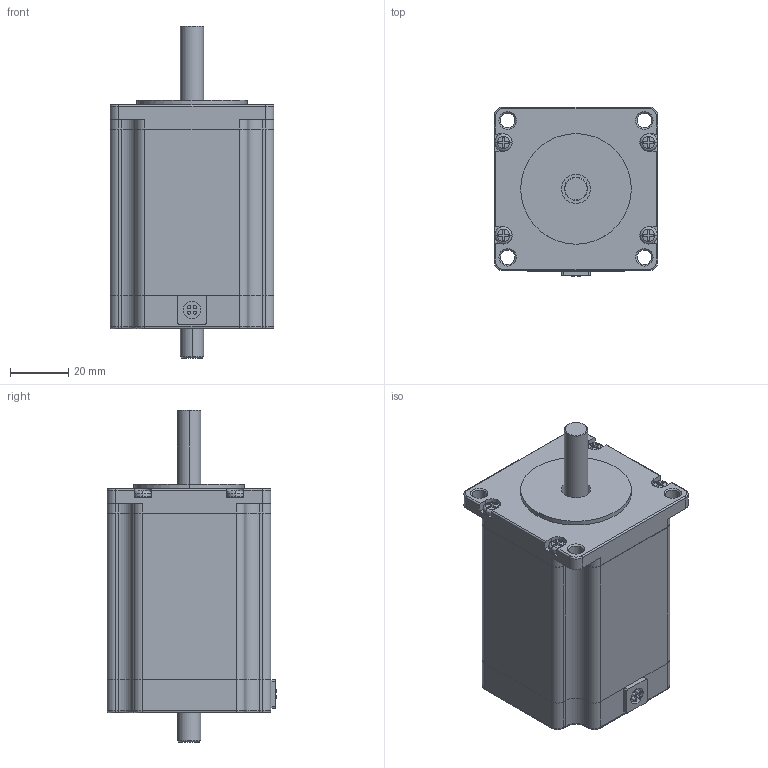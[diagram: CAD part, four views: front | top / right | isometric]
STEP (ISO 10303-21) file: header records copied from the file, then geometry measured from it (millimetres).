
FILE_DESCRIPTION((''),'2;1');
FILE_NAME('MT23HE31050B4Y_ASM','2017-03-20T',('Matteo Maccalli'),(''),'PRO/ENGINEER BY PARAMETRIC TECHNOLOGY CORPORATION, 2006320','PRO/ENGINEER BY PARAMETRIC TECHNOLOGY CORPORATION, 2006320','');
FILE_SCHEMA(('AUTOMOTIVE_DESIGN_CC2 { 1 2 10303 214 -1 1 5 2 }'));
Length unit declared in the file: millimetre
Products named in the file (8): MT23HE_FLANGIA_FRONT_FOR5; MT23HE31_STACK; MT23HE_FLANGIA_POST_6_FORI_ENC; TCC_M3X25; MT23HE_ALBERO_ANT_D8; MT23HE_ALBERO_REAR_H27E1_D8; USCITA_CAVI_NO_PROTECTED; MT23HE31050B4Y_ASM
Assembly tree (10 placements, depth 2):
  MT23HE31050B4Y_ASM
    MT23HE_FLANGIA_FRONT_FOR5
    MT23HE31_STACK
    MT23HE_FLANGIA_POST_6_FORI_ENC
    TCC_M3X25  x4
    MT23HE_ALBERO_ANT_D8
    MT23HE_ALBERO_REAR_H27E1_D8
    USCITA_CAVI_NO_PROTECTED
Bounding box: 56.4 x 58.4 x 114.4 mm (x, y, z)
Volume: 226864.7 mm3; surface area: 41857.7 mm2
Topology: 14 solids, 14 shells, 366 faces, 894 edges, 562 vertices
Faces by surface type: plane 150, cylinder 142, torus 34, cone 32, sphere 8
Entity records: 10496 total; most frequent: DIRECTION 1630, CARTESIAN_POINT 1463, ORIENTED_EDGE 1404, EDGE_CURVE 702, AXIS2_PLACEMENT_3D 629, PRESENTATION_STYLE_ASSIGNMENT 559, STYLED_ITEM 551, CURVE_STYLE 542
